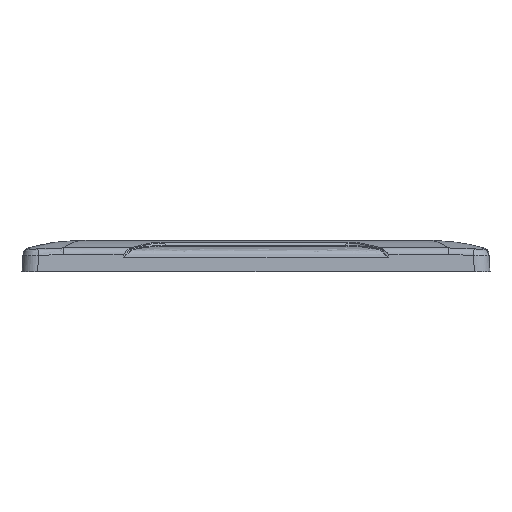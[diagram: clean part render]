
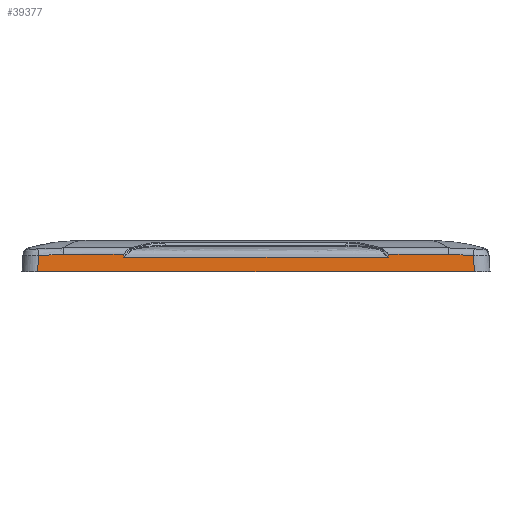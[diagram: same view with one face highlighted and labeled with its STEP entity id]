
A CAD part, left-side view. The second image highlights one B-rep face of the part: STEP entity #39377.
In plain terms, the highlighted planar face has unit normal (-0.998, 0, 0.061).
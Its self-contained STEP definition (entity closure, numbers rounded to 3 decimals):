
#854 = DIRECTION ( 'NONE',  ( 0.061, 0., 0.998 ) ) ;
#1390 = CARTESIAN_POINT ( 'NONE',  ( -143.295, 55.215, 7.121 ) ) ;
#2168 = CARTESIAN_POINT ( 'NONE',  ( -143.295, -55.21, 7.121 ) ) ;
#3015 = VERTEX_POINT ( 'NONE', #9693 ) ;
#3125 = AXIS2_PLACEMENT_3D ( 'NONE', #14967, #71980, #854 ) ;
#4057 = LINE ( 'NONE', #59320, #14587 ) ;
#4884 = EDGE_LOOP ( 'NONE', ( #70783, #37787, #49784, #44346, #83685, #40645, #35857, #34965, #78549, #55921 ) ) ;
#8674 = VECTOR ( 'NONE', #20279, 1000. ) ;
#8894 = CARTESIAN_POINT ( 'NONE',  ( -143.318, 90.33, 6.746 ) ) ;
#9506 = VERTEX_POINT ( 'NONE', #68220 ) ;
#9693 = CARTESIAN_POINT ( 'NONE',  ( -143.318, -90.33, 6.746 ) ) ;
#11940 = VECTOR ( 'NONE', #67848, 1000. ) ;
#12714 = CARTESIAN_POINT ( 'NONE',  ( -143.755, -90.767, -0.394 ) ) ;
#14587 = VECTOR ( 'NONE', #37882, 1000. ) ;
#14967 = CARTESIAN_POINT ( 'NONE',  ( -143.731, -97.231, 0. ) ) ;
#16130 = CARTESIAN_POINT ( 'NONE',  ( -143.295, 81.763, 7.122 ) ) ;
#17849 = LINE ( 'NONE', #46416, #11940 ) ;
#18409 = LINE ( 'NONE', #90828, #72690 ) ;
#19153 = CARTESIAN_POINT ( 'NONE',  ( -143.364, -54.952, 6. ) ) ;
#19728 = CARTESIAN_POINT ( 'NONE',  ( -143.731, -97.231, 0. ) ) ;
#20279 = DIRECTION ( 'NONE',  ( 0.061, 0.061, 0.996 ) ) ;
#21268 = EDGE_CURVE ( 'NONE', #3015, #84283, #83070, .T. ) ;
#21577 = VERTEX_POINT ( 'NONE', #29437 ) ;
#21848 = CARTESIAN_POINT ( 'NONE',  ( -143.364, 111.637, 6. ) ) ;
#21876 = LINE ( 'NONE', #29327, #35634 ) ;
#24484 = VERTEX_POINT ( 'NONE', #1390 ) ;
#24698 = DIRECTION ( 'NONE',  ( 0., 1., 0. ) ) ;
#26934 = CARTESIAN_POINT ( 'NONE',  ( -143.295, -83.479, 7.124 ) ) ;
#27382 = CARTESIAN_POINT ( 'NONE',  ( -143.301, -86.908, 7.03 ) ) ;
#29327 = CARTESIAN_POINT ( 'NONE',  ( -143.393, -54.842, 5.522 ) ) ;
#29437 = CARTESIAN_POINT ( 'NONE',  ( -143.364, 54.97, 6. ) ) ;
#32482 = VECTOR ( 'NONE', #24698, 1000. ) ;
#32674 = EDGE_CURVE ( 'NONE', #21577, #84253, #85818, .T. ) ;
#33966 = CARTESIAN_POINT ( 'NONE',  ( -143.307, -88.621, 6.932 ) ) ;
#34583 = CARTESIAN_POINT ( 'NONE',  ( -143.295, -80.047, 7.121 ) ) ;
#34965 = ORIENTED_EDGE ( 'NONE', *, *, #48620, .F. ) ;
#35634 = VECTOR ( 'NONE', #57849, 1000. ) ;
#35857 = ORIENTED_EDGE ( 'NONE', *, *, #44122, .T. ) ;
#37272 = CARTESIAN_POINT ( 'NONE',  ( -143.295, 80.046, 7.121 ) ) ;
#37787 = ORIENTED_EDGE ( 'NONE', *, *, #68830, .T. ) ;
#37882 = DIRECTION ( 'NONE',  ( 0.06, 0.213, 0.975 ) ) ;
#39377 = ADVANCED_FACE ( 'NONE', ( #66371 ), #60676, .T. ) ;
#40645 = ORIENTED_EDGE ( 'NONE', *, *, #49288, .T. ) ;
#41822 = DIRECTION ( 'NONE',  ( -0.061, 0.061, -0.996 ) ) ;
#44122 = EDGE_CURVE ( 'NONE', #63468, #83873, #18409, .T. ) ;
#44346 = ORIENTED_EDGE ( 'NONE', *, *, #82181, .T. ) ;
#44716 = CARTESIAN_POINT ( 'NONE',  ( -143.295, 83.479, 7.124 ) ) ;
#45623 = CARTESIAN_POINT ( 'NONE',  ( -143.301, 86.908, 7.031 ) ) ;
#46416 = CARTESIAN_POINT ( 'NONE',  ( -143.295, -97.231, 7.121 ) ) ;
#48620 = EDGE_CURVE ( 'NONE', #9506, #83873, #74079, .T. ) ;
#48923 = CARTESIAN_POINT ( 'NONE',  ( -143.318, -90.33, 6.746 ) ) ;
#49097 = EDGE_CURVE ( 'NONE', #24484, #52962, #81643, .T. ) ;
#49288 = EDGE_CURVE ( 'NONE', #52962, #63468, #77158, .T. ) ;
#49784 = ORIENTED_EDGE ( 'NONE', *, *, #32674, .F. ) ;
#50363 = DIRECTION ( 'NONE',  ( 0., -1., 0. ) ) ;
#52962 = VERTEX_POINT ( 'NONE', #86704 ) ;
#54028 = CARTESIAN_POINT ( 'NONE',  ( -143.318, 90.33, 6.746 ) ) ;
#54130 = CARTESIAN_POINT ( 'NONE',  ( -143.295, -97.231, 7.121 ) ) ;
#55459 = CARTESIAN_POINT ( 'NONE',  ( -143.295, -81.763, 7.121 ) ) ;
#55921 = ORIENTED_EDGE ( 'NONE', *, *, #21268, .T. ) ;
#57849 = DIRECTION ( 'NONE',  ( -0.06, 0.224, -0.973 ) ) ;
#58545 = CARTESIAN_POINT ( 'NONE',  ( -143.731, 90.743, 0. ) ) ;
#59320 = CARTESIAN_POINT ( 'NONE',  ( -143.324, 55.113, 6.654 ) ) ;
#59867 = EDGE_CURVE ( 'NONE', #84283, #81378, #17849, .T. ) ;
#60676 = PLANE ( 'NONE',  #3125 ) ;
#63468 = VERTEX_POINT ( 'NONE', #8894 ) ;
#65164 = VECTOR ( 'NONE', #89016, 1000. ) ;
#66371 = FACE_OUTER_BOUND ( 'NONE', #4884, .T. ) ;
#67848 = DIRECTION ( 'NONE',  ( 0., 1., 0. ) ) ;
#68220 = CARTESIAN_POINT ( 'NONE',  ( -143.731, -90.743, 0. ) ) ;
#68830 = EDGE_CURVE ( 'NONE', #81378, #84253, #21876, .T. ) ;
#70783 = ORIENTED_EDGE ( 'NONE', *, *, #59867, .T. ) ;
#71980 = DIRECTION ( 'NONE',  ( -0.998, 0., 0.061 ) ) ;
#72690 = VECTOR ( 'NONE', #41822, 1000. ) ;
#74079 = LINE ( 'NONE', #19728, #65164 ) ;
#74096 = CARTESIAN_POINT ( 'NONE',  ( -143.307, 88.621, 6.932 ) ) ;
#77158 = B_SPLINE_CURVE_WITH_KNOTS ( 'NONE', 3,
 ( #37272, #16130, #44716, #45623, #74096, #54028 ),
 .UNSPECIFIED., .F., .F.,
 ( 4, 2, 4 ),
 ( 0., 0.005, 0.01 ),
 .UNSPECIFIED. ) ;
#78549 = ORIENTED_EDGE ( 'NONE', *, *, #82836, .T. ) ;
#81378 = VERTEX_POINT ( 'NONE', #2168 ) ;
#81643 = LINE ( 'NONE', #54130, #32482 ) ;
#82181 = EDGE_CURVE ( 'NONE', #21577, #24484, #4057, .T. ) ;
#82836 = EDGE_CURVE ( 'NONE', #9506, #3015, #85611, .T. ) ;
#83070 = B_SPLINE_CURVE_WITH_KNOTS ( 'NONE', 3,
 ( #48923, #33966, #27382, #26934, #55459, #83869 ),
 .UNSPECIFIED., .F., .F.,
 ( 4, 2, 4 ),
 ( 0., 0.005, 0.01 ),
 .UNSPECIFIED. ) ;
#83685 = ORIENTED_EDGE ( 'NONE', *, *, #49097, .T. ) ;
#83869 = CARTESIAN_POINT ( 'NONE',  ( -143.295, -80.047, 7.121 ) ) ;
#83873 = VERTEX_POINT ( 'NONE', #58545 ) ;
#84253 = VERTEX_POINT ( 'NONE', #19153 ) ;
#84283 = VERTEX_POINT ( 'NONE', #34583 ) ;
#85611 = LINE ( 'NONE', #12714, #8674 ) ;
#85818 = LINE ( 'NONE', #21848, #90362 ) ;
#86704 = CARTESIAN_POINT ( 'NONE',  ( -143.295, 80.046, 7.121 ) ) ;
#89016 = DIRECTION ( 'NONE',  ( 0., 1., 0. ) ) ;
#90362 = VECTOR ( 'NONE', #50363, 1000. ) ;
#90828 = CARTESIAN_POINT ( 'NONE',  ( -143.033, 90.045, 11.412 ) ) ;
